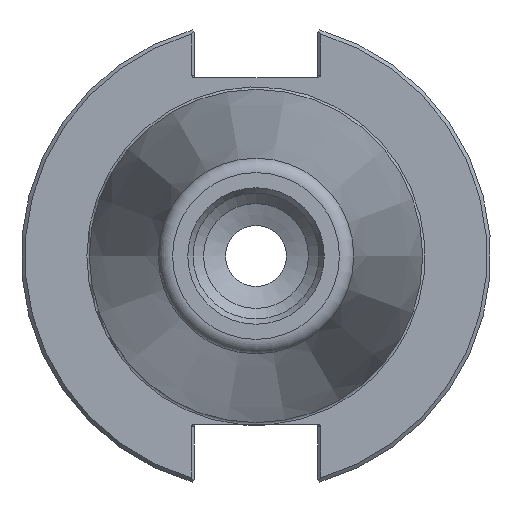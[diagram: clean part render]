
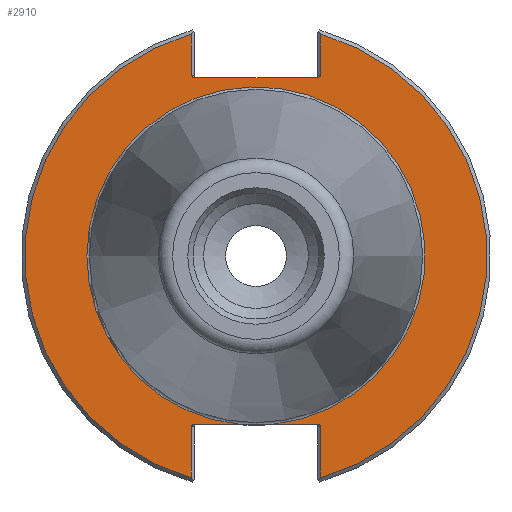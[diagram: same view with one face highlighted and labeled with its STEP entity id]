
A CAD part, left-side view. The second image highlights one B-rep face of the part: STEP entity #2910.
In plain terms, the highlighted planar face has unit normal (-1, 0, 0).
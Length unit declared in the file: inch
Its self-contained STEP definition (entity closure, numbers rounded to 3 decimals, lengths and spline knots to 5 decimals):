
#2265=CARTESIAN_POINT('',(0.125,-0.50422,1.472));
#2266=VERTEX_POINT('',#2265);
#2273=CARTESIAN_POINT('',(0.125,-0.5325,1.492));
#2274=VERTEX_POINT('',#2273);
#2275=CARTESIAN_POINT('',(0.125,-0.50422,1.492));
#2276=DIRECTION('',(-1.0,0.0,0.0));
#2277=DIRECTION('',(0.0,-1.0,0.0));
#2278=AXIS2_PLACEMENT_3D('',#2275,#2276,#2277);
#2279=ELLIPSE('',#2278,0.02828,0.02);
#2280=EDGE_CURVE('',#2266,#2274,#2279,.T.);
#2330=CARTESIAN_POINT('',(0.125,-0.5325,1.83167));
#2331=VERTEX_POINT('',#2330);
#2332=CARTESIAN_POINT('',(0.125,-0.5325,1.492));
#2333=DIRECTION('',(0.0,0.0,1.0));
#2334=VECTOR('',#2333,0.33967);
#2335=LINE('',#2332,#2334);
#2336=EDGE_CURVE('',#2274,#2331,#2335,.T.);
#2419=CARTESIAN_POINT('',(0.125,0.50422,-1.388));
#2420=VERTEX_POINT('',#2419);
#2427=CARTESIAN_POINT('',(0.125,0.5325,-1.408));
#2428=VERTEX_POINT('',#2427);
#2429=CARTESIAN_POINT('',(0.125,0.50422,-1.408));
#2430=DIRECTION('',(-1.0,0.0,0.0));
#2431=DIRECTION('',(0.0,1.0,0.0));
#2432=AXIS2_PLACEMENT_3D('',#2429,#2430,#2431);
#2433=ELLIPSE('',#2432,0.02828,0.02);
#2434=EDGE_CURVE('',#2420,#2428,#2433,.T.);
#2484=CARTESIAN_POINT('',(0.125,0.5325,-1.83167));
#2485=VERTEX_POINT('',#2484);
#2486=CARTESIAN_POINT('',(0.125,0.5325,-1.408));
#2487=DIRECTION('',(0.0,0.0,-1.0));
#2488=VECTOR('',#2487,0.42367);
#2489=LINE('',#2486,#2488);
#2490=EDGE_CURVE('',#2428,#2485,#2489,.T.);
#2515=CARTESIAN_POINT('',(0.125,-0.5325,-1.408));
#2516=VERTEX_POINT('',#2515);
#2517=CARTESIAN_POINT('',(0.125,-0.50422,-1.388));
#2518=VERTEX_POINT('',#2517);
#2519=CARTESIAN_POINT('',(0.125,-0.50422,-1.408));
#2520=DIRECTION('',(-1.0,0.0,0.0));
#2521=DIRECTION('',(0.0,-1.0,0.0));
#2522=AXIS2_PLACEMENT_3D('',#2519,#2520,#2521);
#2523=ELLIPSE('',#2522,0.02828,0.02);
#2524=EDGE_CURVE('',#2516,#2518,#2523,.T.);
#2622=CARTESIAN_POINT('',(0.125,-0.5325,-1.83167));
#2623=VERTEX_POINT('',#2622);
#2630=CARTESIAN_POINT('',(0.125,-0.5325,-1.83167));
#2631=DIRECTION('',(0.0,0.0,1.0));
#2632=VECTOR('',#2631,0.42367);
#2633=LINE('',#2630,#2632);
#2634=EDGE_CURVE('',#2623,#2516,#2633,.T.);
#2676=CARTESIAN_POINT('',(0.125,0.5325,1.492));
#2677=VERTEX_POINT('',#2676);
#2684=CARTESIAN_POINT('',(0.125,0.50422,1.472));
#2685=VERTEX_POINT('',#2684);
#2686=CARTESIAN_POINT('',(0.125,0.50422,1.492));
#2687=DIRECTION('',(-1.0,0.0,0.0));
#2688=DIRECTION('',(0.0,1.0,0.0));
#2689=AXIS2_PLACEMENT_3D('',#2686,#2687,#2688);
#2690=ELLIPSE('',#2689,0.02828,0.02);
#2691=EDGE_CURVE('',#2677,#2685,#2690,.T.);
#2776=CARTESIAN_POINT('',(0.125,0.5325,1.83167));
#2777=VERTEX_POINT('',#2776);
#2784=CARTESIAN_POINT('',(0.125,0.5325,1.83167));
#2785=DIRECTION('',(0.0,0.0,-1.0));
#2786=VECTOR('',#2785,0.33967);
#2787=LINE('',#2784,#2786);
#2788=EDGE_CURVE('',#2777,#2677,#2787,.T.);
#2823=CARTESIAN_POINT('',(0.125,-0.13957,-1.388));
#2824=VERTEX_POINT('',#2823);
#2825=CARTESIAN_POINT('',(0.125,0.13957,-1.388));
#2826=VERTEX_POINT('',#2825);
#2841=CARTESIAN_POINT('',(0.125,0.0,0.0));
#2842=DIRECTION('',(-1.0,0.0,0.0));
#2843=DIRECTION('',(0.0,-1.0,0.0));
#2844=AXIS2_PLACEMENT_3D('',#2841,#2842,#2843);
#2845=CIRCLE('',#2844,1.395);
#2846=EDGE_CURVE('',#2824,#2826,#2845,.T.);
#2862=CARTESIAN_POINT('',(0.125,1.65625,0.0));
#2863=DIRECTION('',(-1.0,0.0,0.0));
#2864=DIRECTION('',(0.0,0.0,1.0));
#2865=AXIS2_PLACEMENT_3D('',#2862,#2863,#2864);
#2866=PLANE('',#2865);
#2867=ORIENTED_EDGE('',*,*,#2846,.F.);
#2868=CARTESIAN_POINT('',(0.125,-0.50422,-1.388));
#2869=DIRECTION('',(0.0,1.0,0.0));
#2870=VECTOR('',#2869,0.36464);
#2871=LINE('',#2868,#2870);
#2872=EDGE_CURVE('',#2518,#2824,#2871,.T.);
#2873=ORIENTED_EDGE('',*,*,#2872,.F.);
#2874=ORIENTED_EDGE('',*,*,#2524,.F.);
#2875=ORIENTED_EDGE('',*,*,#2634,.F.);
#2876=CARTESIAN_POINT('',(0.125,0.0,0.0));
#2877=DIRECTION('',(1.0,0.0,0.0));
#2878=DIRECTION('',(0.0,-1.0,0.0));
#2879=AXIS2_PLACEMENT_3D('',#2876,#2877,#2878);
#2880=CIRCLE('',#2879,1.9075);
#2881=EDGE_CURVE('',#2331,#2623,#2880,.T.);
#2882=ORIENTED_EDGE('',*,*,#2881,.F.);
#2883=ORIENTED_EDGE('',*,*,#2336,.F.);
#2884=ORIENTED_EDGE('',*,*,#2280,.F.);
#2885=CARTESIAN_POINT('',(0.125,0.50422,1.472));
#2886=DIRECTION('',(0.0,-1.0,0.0));
#2887=VECTOR('',#2886,1.00843);
#2888=LINE('',#2885,#2887);
#2889=EDGE_CURVE('',#2685,#2266,#2888,.T.);
#2890=ORIENTED_EDGE('',*,*,#2889,.F.);
#2891=ORIENTED_EDGE('',*,*,#2691,.F.);
#2892=ORIENTED_EDGE('',*,*,#2788,.F.);
#2893=CARTESIAN_POINT('',(0.125,0.0,0.0));
#2894=DIRECTION('',(1.0,0.0,0.0));
#2895=DIRECTION('',(0.0,1.0,0.0));
#2896=AXIS2_PLACEMENT_3D('',#2893,#2894,#2895);
#2897=CIRCLE('',#2896,1.9075);
#2898=EDGE_CURVE('',#2485,#2777,#2897,.T.);
#2899=ORIENTED_EDGE('',*,*,#2898,.F.);
#2900=ORIENTED_EDGE('',*,*,#2490,.F.);
#2901=ORIENTED_EDGE('',*,*,#2434,.F.);
#2902=CARTESIAN_POINT('',(0.125,0.13957,-1.388));
#2903=DIRECTION('',(0.0,1.0,0.0));
#2904=VECTOR('',#2903,0.36464);
#2905=LINE('',#2902,#2904);
#2906=EDGE_CURVE('',#2826,#2420,#2905,.T.);
#2907=ORIENTED_EDGE('',*,*,#2906,.F.);
#2908=EDGE_LOOP('',(#2867,#2873,#2874,#2875,#2882,#2883,#2884,#2890,#2891,#2892,#2899,#2900,#2901,#2907));
#2909=FACE_OUTER_BOUND('',#2908,.T.);
#2910=ADVANCED_FACE('',(#2909),#2866,.T.);
